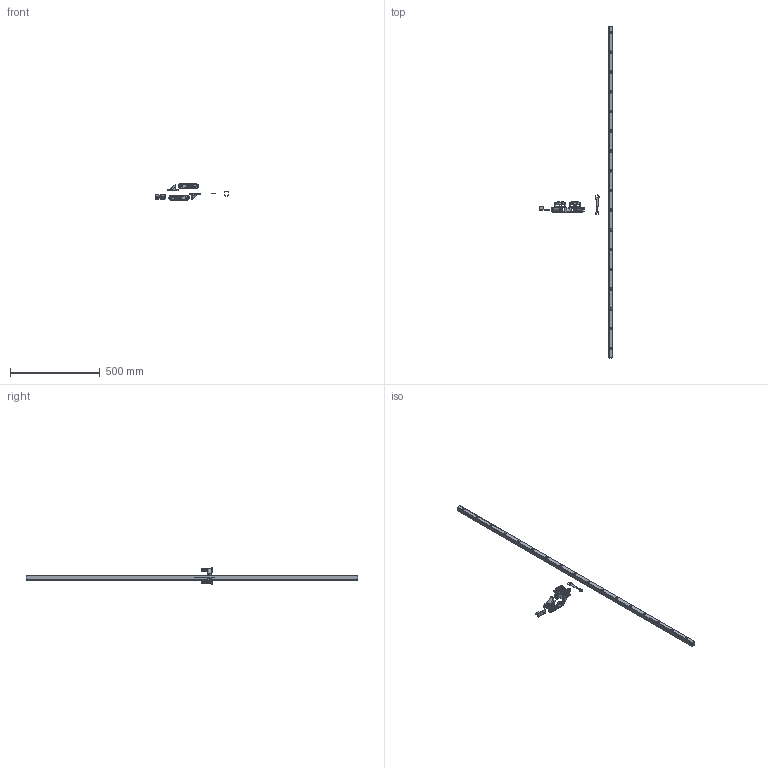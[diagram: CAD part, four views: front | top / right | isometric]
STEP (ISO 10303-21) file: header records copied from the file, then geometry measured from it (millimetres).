
FILE_DESCRIPTION(/* description */ (''),/* implementation_level */ '2;1');
FILE_NAME(/* name */ '.stp',/* time_stamp */ '2019-08-21T11:21:20+02:00',/* author */ ('ga'),/* organization */ (''),/* preprocessor_version */ 'ST-DEVELOPER v17.2',/* originating_system */ 'Autodesk Inventor 2019',/* authorisation */ '');
FILE_SCHEMA (('AUTOMOTIVE_DESIGN { 1 0 10303 214 3 1 1 }'));
Products named in the file (22): Ensemble1; 0224; 0224NSC; 15383; 15384; 14389MONT; 14649; 15318; 15417; 15385; 04504; 09013; 15378; 09015; 15414 platine butée; 15446A; 14023; 06007; ISO 1481 - ST4,8 x 13 - C; 1103R; 2525F-185; 15663
Assembly tree (29 placements, depth 4):
  Ensemble1
    0224  x2
      0224NSC
        15383
        15384
        14389MONT  x2
        14649  x2
        15318  x2
      15417
      15385
      04504
      09013
      06007
      15378
      09015
      15414 platine butée
      15446A
      14023
      ISO 1481 - ST4,8 x 13 - C
    1103R
    2525F-185
    15663
Bounding box: 412.03 x 1850 x 90 mm (x, y, z)
Volume: 321322.7 mm3; surface area: 378038.2 mm2
Topology: 57 solids, 57 shells, 3981 faces, 11405 edges, 7591 vertices
Faces by surface type: cylinder 2982, plane 723, cone 128, bspline 70, torus 54, sphere 24
Full cylindrical faces by diameter (mm): 2.8 x4, 3 x4, 3.1 x4, 3.2 x8, 3.242 x2, 4 x4, 4.134 x4, 4.8 x2, 5 x44, 5.2 x16, 5.3 x4, 5.5 x8, 6 x8, 6.2 x8, 6.4 x4, 6.647 x6, 8 x54, 8.2 x2, 8.4 x2, 8.5 x4, 9.5 x2, 10.2 x8, 10.7 x2, 10.8 x4, 12 x2, 20 x6
Entity records: 59401 total; most frequent: CARTESIAN_POINT 24644, ORIENTED_EDGE 8082, DIRECTION 5578, EDGE_CURVE 4041, VERTEX_POINT 2686, AXIS2_PLACEMENT_3D 2140, B_SPLINE_CURVE_WITH_KNOTS 1988, EDGE_LOOP 1553
